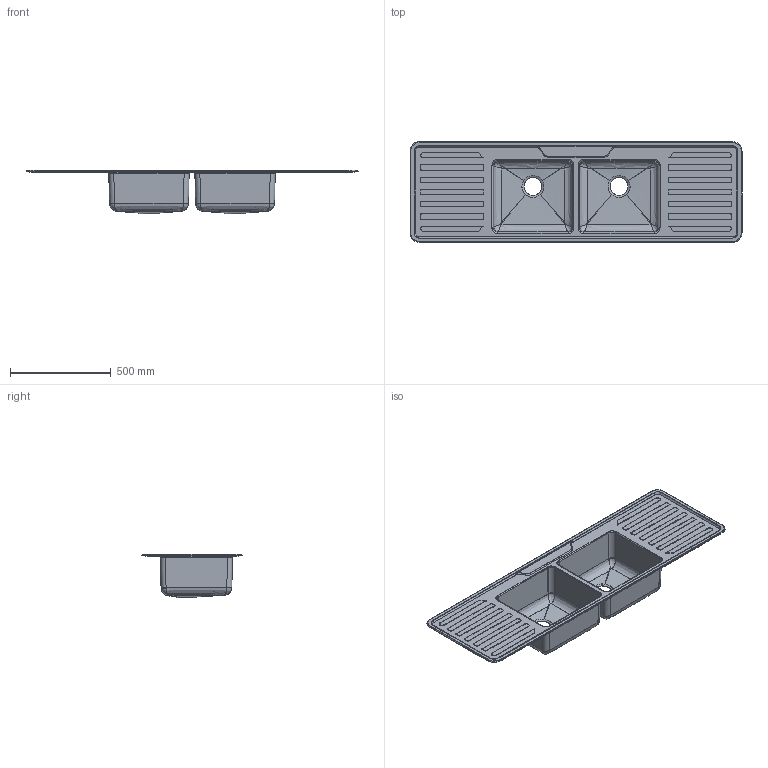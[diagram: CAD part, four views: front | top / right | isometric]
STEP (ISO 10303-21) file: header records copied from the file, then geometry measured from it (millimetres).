
FILE_DESCRIPTION(/* description */ (''),/* implementation_level */ '2;1');
FILE_NAME(/* name */ '1650',/* time_stamp */ '2020-03-09T14:15:22+08:00',/* author */ (''),/* organization */ (''),/* preprocessor_version */ 'ST-DEVELOPER v9',/* originating_system */ 'UGS - NX 4.0',/* authorisation */ '');
FILE_SCHEMA (('AUTOMOTIVE_DESIGN { 1 0 10303 214 1 1 1 1 }'));
Length unit declared in the file: millimetre
Products named in the file (1): Admi6435wino
Bounding box: 1650.55 x 500.56 x 218 mm (x, y, z)
Volume: 1500003.9 mm3; surface area: 2994826.5 mm2
Topology: 1 solids, 1 shells, 682 faces, 1680 edges, 1016 vertices
Faces by surface type: plane 284, cylinder 196, bspline 148, torus 52, extrusion 2
Entity records: 27330 total; most frequent: CARTESIAN_POINT 12359, ORIENTED_EDGE 3304, DIRECTION 2864, EDGE_CURVE 1652, AXIS2_PLACEMENT_3D 1053, VERTEX_POINT 1010, VECTOR 758, LINE 756
